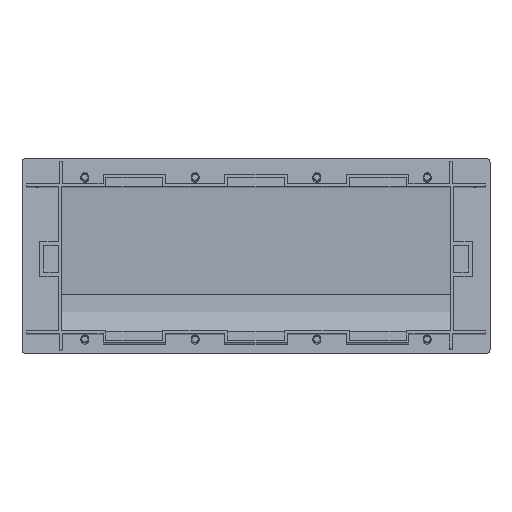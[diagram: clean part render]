
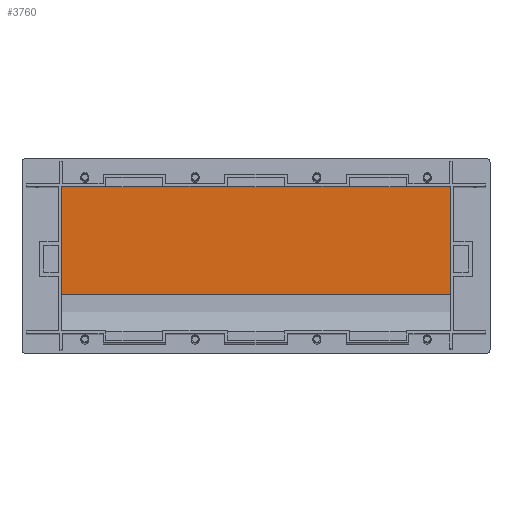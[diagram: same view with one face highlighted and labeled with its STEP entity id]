
A CAD part, top view. The second image highlights one B-rep face of the part: STEP entity #3760.
In plain terms, the highlighted planar face has unit normal (0, -0.005, 1).
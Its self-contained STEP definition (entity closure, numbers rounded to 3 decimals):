
#112=LINE('',#5597,#541);
#231=LINE('',#5831,#660);
#468=LINE('',#6411,#897);
#469=LINE('',#6412,#898);
#541=VECTOR('',#4171,10.);
#660=VECTOR('',#4310,10.);
#897=VECTOR('',#4899,10.);
#898=VECTOR('',#4900,10.);
#1073=PLANE('',#4019);
#1249=FACE_OUTER_BOUND('',#1472,.T.);
#1472=EDGE_LOOP('',(#3368,#3369,#3370,#3371));
#1673=VERTEX_POINT('',#5594);
#1674=VERTEX_POINT('',#5596);
#1778=VERTEX_POINT('',#5828);
#1779=VERTEX_POINT('',#5830);
#2044=EDGE_CURVE('',#1674,#1673,#112,.T.);
#2163=EDGE_CURVE('',#1779,#1778,#231,.T.);
#2444=EDGE_CURVE('',#1779,#1673,#468,.T.);
#2445=EDGE_CURVE('',#1778,#1674,#469,.T.);
#3368=ORIENTED_EDGE('',*,*,#2444,.F.);
#3369=ORIENTED_EDGE('',*,*,#2163,.T.);
#3370=ORIENTED_EDGE('',*,*,#2445,.T.);
#3371=ORIENTED_EDGE('',*,*,#2044,.T.);
#3760=ADVANCED_FACE('',(#1249),#1073,.T.);
#4019=AXIS2_PLACEMENT_3D('',#6410,#4897,#4898);
#4171=DIRECTION('',(0.,-1.,-0.005));
#4310=DIRECTION('',(0.,1.,0.005));
#4897=DIRECTION('center_axis',(0.,-0.005,1.));
#4898=DIRECTION('ref_axis',(1.,0.,0.));
#4899=DIRECTION('',(-1.,0.,0.));
#4900=DIRECTION('',(-1.,0.,0.));
#5594=CARTESIAN_POINT('',(-146.75,207.105,0.671));
#5596=CARTESIAN_POINT('',(-146.75,286.14,1.042));
#5597=CARTESIAN_POINT('',(-146.75,213.785,0.703));
#5828=CARTESIAN_POINT('',(141.,286.14,1.042));
#5830=CARTESIAN_POINT('',(141.,207.105,0.671));
#5831=CARTESIAN_POINT('',(141.,267.102,0.953));
#6410=CARTESIAN_POINT('Origin',(-74.313,246.622,0.857));
#6411=CARTESIAN_POINT('',(-145.75,207.105,0.671));
#6412=CARTESIAN_POINT('',(-74.313,286.14,1.042));
